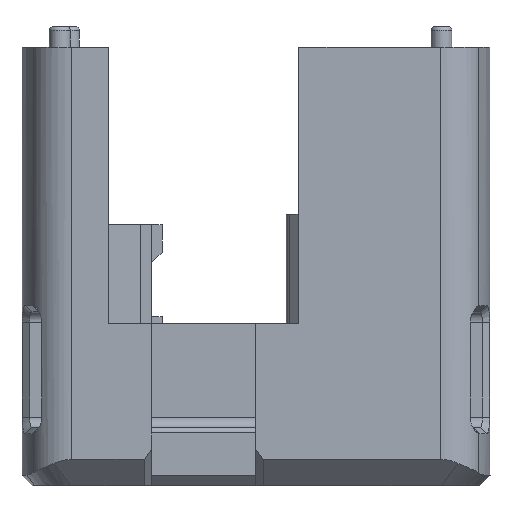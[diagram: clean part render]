
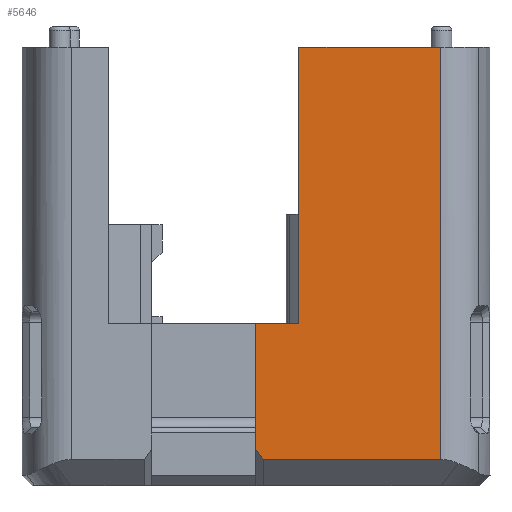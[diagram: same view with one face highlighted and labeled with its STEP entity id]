
A CAD part, left-side view. The second image highlights one B-rep face of the part: STEP entity #5646.
In plain terms, the highlighted planar face has unit normal (-1, 0, 0).
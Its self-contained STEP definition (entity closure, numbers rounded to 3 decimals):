
#270=PLANE('',#6061);
#522=FACE_OUTER_BOUND('',#848,.T.);
#848=EDGE_LOOP('',(#4620,#4621,#4622,#4623,#4624,#4625,#4626));
#1073=LINE('',#7823,#1723);
#1139=LINE('',#7989,#1789);
#1397=LINE('',#8644,#2047);
#1398=LINE('',#8646,#2048);
#1399=LINE('',#8648,#2049);
#1400=LINE('',#8650,#2050);
#1401=LINE('',#8651,#2051);
#1723=VECTOR('',#6348,10.);
#1789=VECTOR('',#6496,10.);
#2047=VECTOR('',#7064,10.);
#2048=VECTOR('',#7065,10.);
#2049=VECTOR('',#7066,10.);
#2050=VECTOR('',#7067,10.);
#2051=VECTOR('',#7068,10.);
#2488=VERTEX_POINT('',#7821);
#2489=VERTEX_POINT('',#7822);
#2548=VERTEX_POINT('',#7988);
#2770=VERTEX_POINT('',#8643);
#2771=VERTEX_POINT('',#8645);
#2772=VERTEX_POINT('',#8647);
#2773=VERTEX_POINT('',#8649);
#3043=EDGE_CURVE('',#2488,#2489,#1073,.T.);
#3127=EDGE_CURVE('',#2548,#2488,#1139,.T.);
#3439=EDGE_CURVE('',#2770,#2489,#1397,.T.);
#3440=EDGE_CURVE('',#2770,#2771,#1398,.T.);
#3441=EDGE_CURVE('',#2772,#2771,#1399,.T.);
#3442=EDGE_CURVE('',#2772,#2773,#1400,.T.);
#3443=EDGE_CURVE('',#2548,#2773,#1401,.T.);
#4620=ORIENTED_EDGE('',*,*,#3043,.T.);
#4621=ORIENTED_EDGE('',*,*,#3439,.F.);
#4622=ORIENTED_EDGE('',*,*,#3440,.T.);
#4623=ORIENTED_EDGE('',*,*,#3441,.F.);
#4624=ORIENTED_EDGE('',*,*,#3442,.T.);
#4625=ORIENTED_EDGE('',*,*,#3443,.F.);
#4626=ORIENTED_EDGE('',*,*,#3127,.T.);
#5646=ADVANCED_FACE('',(#522),#270,.T.);
#6061=AXIS2_PLACEMENT_3D('',#8642,#7062,#7063);
#6348=DIRECTION('',(0.,0.,-1.));
#6496=DIRECTION('',(0.,1.,0.));
#7062=DIRECTION('center_axis',(-1.,0.,0.));
#7063=DIRECTION('ref_axis',(0.,0.,1.));
#7064=DIRECTION('',(0.,-1.,0.));
#7065=DIRECTION('',(0.,0.,-1.));
#7066=DIRECTION('',(0.,0.577,0.816));
#7067=DIRECTION('',(0.,-1.,0.));
#7068=DIRECTION('',(0.,0.,-1.));
#7821=CARTESIAN_POINT('',(-36.5,15.89,17.));
#7822=CARTESIAN_POINT('',(-36.5,15.89,-9.5));
#7823=CARTESIAN_POINT('',(-36.5,15.89,-4.));
#7988=CARTESIAN_POINT('',(-36.5,2.319,17.));
#7989=CARTESIAN_POINT('',(-36.5,0.,17.));
#8642=CARTESIAN_POINT('Origin',(-36.5,0.,-25.));
#8643=CARTESIAN_POINT('',(-36.5,20.,-9.5));
#8644=CARTESIAN_POINT('',(-36.5,20.,-9.5));
#8645=CARTESIAN_POINT('',(-36.5,20.,-21.5));
#8646=CARTESIAN_POINT('',(-36.5,20.,-22.5));
#8647=CARTESIAN_POINT('',(-36.5,19.293,-22.5));
#8648=CARTESIAN_POINT('',(-36.5,15.311,-28.131));
#8649=CARTESIAN_POINT('',(-36.5,2.319,-22.5));
#8650=CARTESIAN_POINT('',(-36.5,10.,-22.5));
#8651=CARTESIAN_POINT('',(-36.5,2.319,21.));
